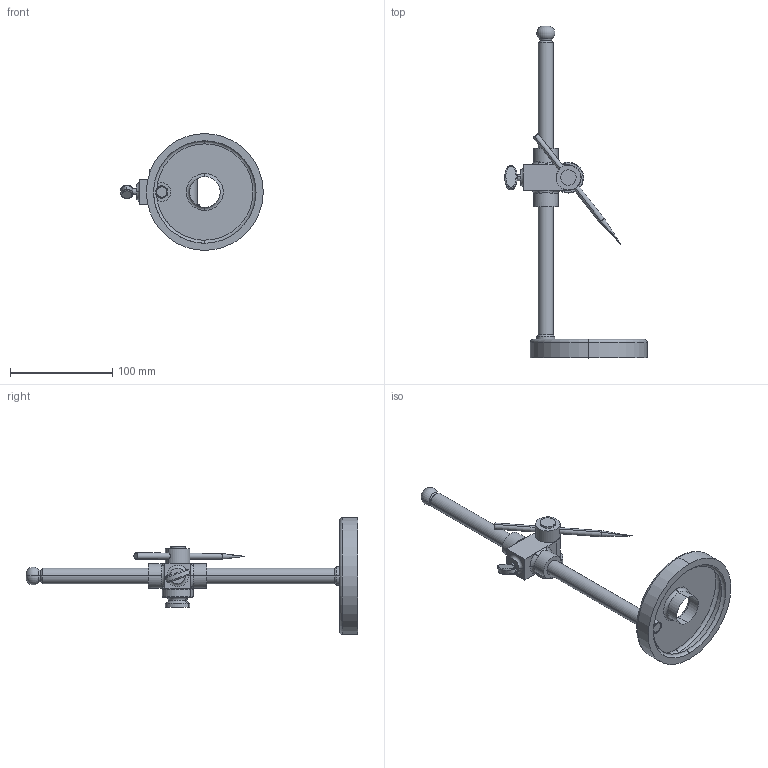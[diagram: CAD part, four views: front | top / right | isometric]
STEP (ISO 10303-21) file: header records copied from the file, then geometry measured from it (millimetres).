
FILE_DESCRIPTION (( 'STEP AP214' ), '1' );
FILE_NAME ('234103222.STEP', '2024-01-25T17:13:13', ( '' ), ( '' ), 'SwSTEP 2.0', 'SolidWorks 2023', '' );
FILE_SCHEMA (( 'AUTOMOTIVE_DESIGN' ));
Length unit declared in the file: millimetre
Products named in the file (9): Base; nut; 234103222; key; rod holder; scribber nut; scribber; scribber screw; rod
Assembly tree (8 placements, depth 2):
  234103222
    Base
    rod
    rod holder
    key
    scribber screw
    scribber
    scribber nut
    nut
Bounding box: 138.99 x 323.98 x 114 mm (x, y, z)
Volume: 262523.3 mm3; surface area: 67132.4 mm2
Topology: 8 solids, 8 shells, 130 faces, 300 edges, 177 vertices
Faces by surface type: cylinder 49, torus 28, plane 28, bspline 13, cone 10, sphere 2
Entity records: 5754 total; most frequent: CARTESIAN_POINT 2543, DIRECTION 667, ORIENTED_EDGE 584, EDGE_CURVE 292, AXIS2_PLACEMENT_3D 291, VERTEX_POINT 177, CIRCLE 163, EDGE_LOOP 149
